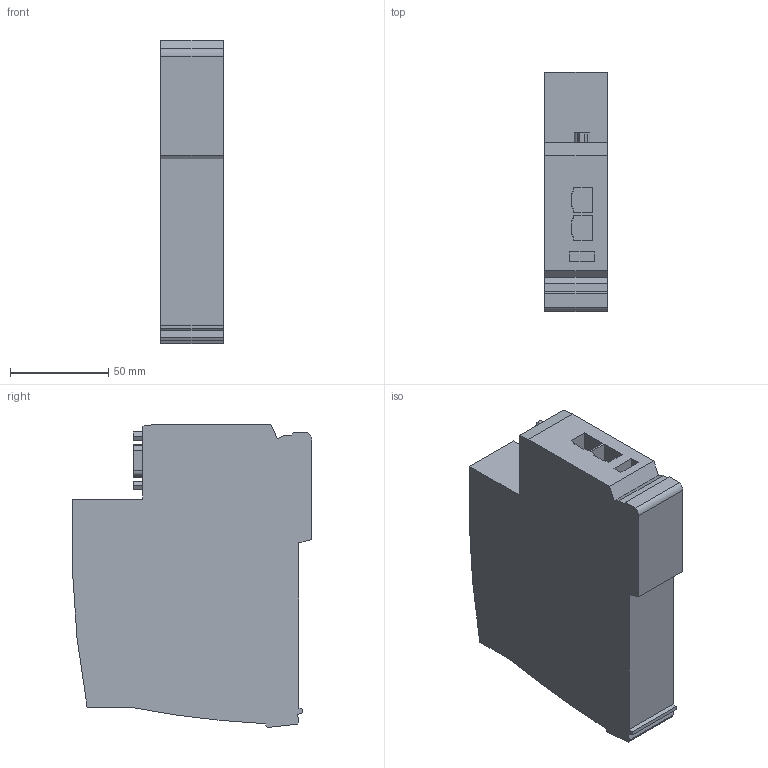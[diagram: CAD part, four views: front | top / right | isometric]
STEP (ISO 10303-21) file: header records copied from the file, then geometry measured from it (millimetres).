
FILE_DESCRIPTION (( 'STEP AP203' ), '1' );
FILE_NAME ('9442_35_vereinfacht.STEP', '2022-07-19T07:33:29', ( '' ), ( '' ), 'SwSTEP 2.0', 'SolidWorks 2020', '' );
FILE_SCHEMA (( 'CONFIG_CONTROL_DESIGN' ));
Length unit declared in the file: millimetre
Products named in the file (1): 9442_35_vereinfacht
Bounding box: 31.85 x 121.99 x 154.42 mm (x, y, z)
Volume: 496206.9 mm3; surface area: 52043.1 mm2
Topology: 1 solids, 1 shells, 87 faces, 234 edges, 156 vertices
Faces by surface type: plane 77, cylinder 6, bspline 4
Entity records: 2769 total; most frequent: CARTESIAN_POINT 530, ORIENTED_EDGE 468, DIRECTION 406, EDGE_CURVE 234, LINE 214, VECTOR 214, VERTEX_POINT 156, AXIS2_PLACEMENT_3D 96
